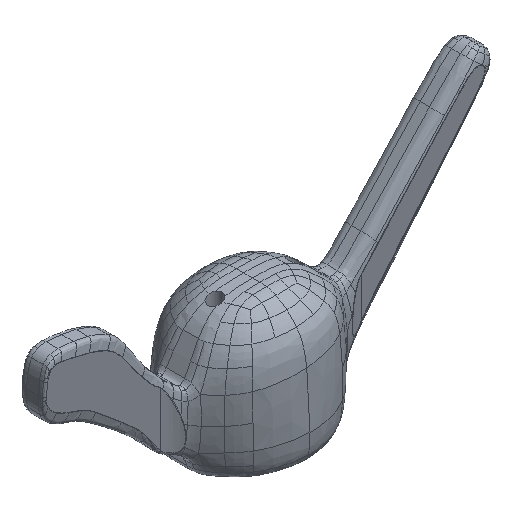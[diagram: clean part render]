
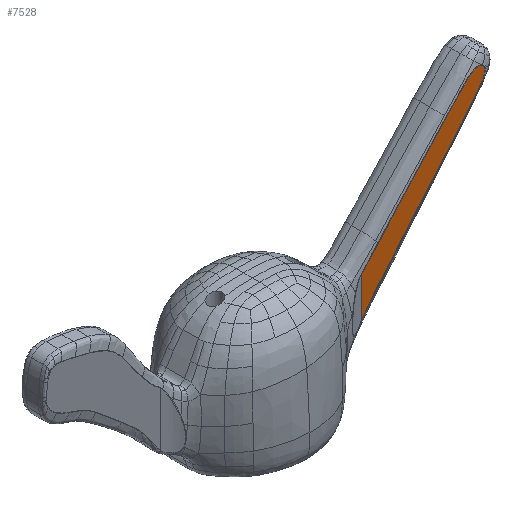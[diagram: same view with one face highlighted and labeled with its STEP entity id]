
A CAD part, isometric view. The second image highlights one B-rep face of the part: STEP entity #7528.
In plain terms, the highlighted planar face has unit normal (0, -1, 0).
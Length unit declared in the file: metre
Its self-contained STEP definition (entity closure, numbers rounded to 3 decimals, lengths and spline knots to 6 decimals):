
#124=LINE('',#19708,#128);
#128=VECTOR('',#7683,1.);
#132=PLANE('',#7651);
#2026=ORIENTED_EDGE('',*,*,#3543,.T.);
#2027=ORIENTED_EDGE('',*,*,#3544,.T.);
#2028=ORIENTED_EDGE('',*,*,#3545,.T.);
#2029=ORIENTED_EDGE('',*,*,#3546,.T.);
#2030=ORIENTED_EDGE('',*,*,#3547,.T.);
#2031=ORIENTED_EDGE('',*,*,#3548,.T.);
#2032=ORIENTED_EDGE('',*,*,#3549,.T.);
#2033=ORIENTED_EDGE('',*,*,#3550,.T.);
#3543=EDGE_CURVE('',#4302,#4303,#5396,.T.);
#3544=EDGE_CURVE('',#4303,#4304,#5397,.T.);
#3545=EDGE_CURVE('',#4304,#4305,#124,.T.);
#3546=EDGE_CURVE('',#4305,#4306,#5398,.T.);
#3547=EDGE_CURVE('',#4306,#4307,#5399,.T.);
#3548=EDGE_CURVE('',#4307,#4308,#5400,.T.);
#3549=EDGE_CURVE('',#4308,#4309,#5401,.T.);
#3550=EDGE_CURVE('',#4309,#4302,#5402,.T.);
#4302=VERTEX_POINT('',#19700);
#4303=VERTEX_POINT('',#19701);
#4304=VERTEX_POINT('',#19707);
#4305=VERTEX_POINT('',#19709);
#4306=VERTEX_POINT('',#19714);
#4307=VERTEX_POINT('',#19719);
#4308=VERTEX_POINT('',#19726);
#4309=VERTEX_POINT('',#19732);
#5396=B_SPLINE_CURVE_WITH_KNOTS('',3,(#19696,#19697,#19698,#19699),
 .UNSPECIFIED.,.F.,.F.,(4,4),(0.,0.026873),.UNSPECIFIED.);
#5397=B_SPLINE_CURVE_WITH_KNOTS('',3,(#19702,#19703,#19704,#19705,#19706),
 .UNSPECIFIED.,.F.,.F.,(4,1,4),(0.,0.00332,0.00664),
 .UNSPECIFIED.);
#5398=B_SPLINE_CURVE_WITH_KNOTS('',3,(#19710,#19711,#19712,#19713),
 .UNSPECIFIED.,.F.,.F.,(4,4),(0.,0.001067),.UNSPECIFIED.);
#5399=B_SPLINE_CURVE_WITH_KNOTS('',3,(#19715,#19716,#19717,#19718),
 .UNSPECIFIED.,.F.,.F.,(4,4),(0.,0.000762),.UNSPECIFIED.);
#5400=B_SPLINE_CURVE_WITH_KNOTS('',3,(#19720,#19721,#19722,#19723,#19724,
#19725),.UNSPECIFIED.,.F.,.F.,(4,1,1,4),(0.,0.00287,0.00574,
0.01148),.UNSPECIFIED.);
#5401=B_SPLINE_CURVE_WITH_KNOTS('',3,(#19727,#19728,#19729,#19730,#19731),
 .UNSPECIFIED.,.F.,.F.,(4,1,4),(0.,0.013989,0.027977),
 .UNSPECIFIED.);
#5402=B_SPLINE_CURVE_WITH_KNOTS('',3,(#19733,#19734,#19735,#19736,#19737,
#19738,#19739,#19740,#19741,#19742,#19743,#19744,#19745,#19746,#19747,#19748,
#19749,#19750,#19751,#19752,#19753),.UNSPECIFIED.,.F.,.F.,(4,1,1,1,1,1,
1,1,1,1,1,1,1,1,1,1,1,1,4),(0.,0.003172,0.004757,0.006343,
0.007929,0.009515,0.010308,0.011101,
0.011894,0.012687,0.01348,0.014272,
0.015065,0.015858,0.017444,0.01903,
0.020616,0.022202,0.025373),.UNSPECIFIED.);
#6003=EDGE_LOOP('',(#2026,#2027,#2028,#2029,#2030,#2031,#2032,#2033));
#6547=FACE_BOUND('',#6003,.T.);
#7528=ADVANCED_FACE('',(#6547),#132,.F.);
#7651=AXIS2_PLACEMENT_3D('',#19695,#7681,#7682);
#7681=DIRECTION('',(0.,1.,0.));
#7682=DIRECTION('',(-1.,0.,0.));
#7683=DIRECTION('',(0.,0.,-1.));
#19695=CARTESIAN_POINT('',(0.045678,-0.004189,0.147856));
#19696=CARTESIAN_POINT('',(0.046397,-0.004189,0.025097));
#19697=CARTESIAN_POINT('',(0.040348,-0.004189,0.01849));
#19698=CARTESIAN_POINT('',(0.034328,-0.004189,0.011857));
#19699=CARTESIAN_POINT('',(0.028355,-0.004189,0.005181));
#19700=CARTESIAN_POINT('',(0.046397,-0.004189,0.025097));
#19701=CARTESIAN_POINT('',(0.028355,-0.004189,0.005181));
#19702=CARTESIAN_POINT('',(0.028355,-0.004189,0.005181));
#19703=CARTESIAN_POINT('',(0.027617,-0.004189,0.004356));
#19704=CARTESIAN_POINT('',(0.026142,-0.004189,0.002707));
#19705=CARTESIAN_POINT('',(0.024672,-0.004189,0.001052));
#19706=CARTESIAN_POINT('',(0.023885,-0.004189,0.000273));
#19707=CARTESIAN_POINT('',(0.023885,-0.004189,0.000273));
#19708=CARTESIAN_POINT('',(0.023885,-0.004189,0.147856));
#19709=CARTESIAN_POINT('',(0.023885,-0.004189,-0.01032));
#19710=CARTESIAN_POINT('',(0.023885,-0.004189,-0.01032));
#19711=CARTESIAN_POINT('',(0.024076,-0.004189,-0.010021));
#19712=CARTESIAN_POINT('',(0.024268,-0.004189,-0.009721));
#19713=CARTESIAN_POINT('',(0.024461,-0.004189,-0.009423));
#19714=CARTESIAN_POINT('',(0.024461,-0.004189,-0.009423));
#19715=CARTESIAN_POINT('',(0.024461,-0.004189,-0.009423));
#19716=CARTESIAN_POINT('',(0.024598,-0.004189,-0.009209));
#19717=CARTESIAN_POINT('',(0.024737,-0.004189,-0.008996));
#19718=CARTESIAN_POINT('',(0.024876,-0.004189,-0.008783));
#19719=CARTESIAN_POINT('',(0.024876,-0.004189,-0.008783));
#19720=CARTESIAN_POINT('',(0.024876,-0.004189,-0.008783));
#19721=CARTESIAN_POINT('',(0.0254,-0.004189,-0.007983));
#19722=CARTESIAN_POINT('',(0.026507,-0.004189,-0.006421));
#19723=CARTESIAN_POINT('',(0.028984,-0.004189,-0.003504));
#19724=CARTESIAN_POINT('',(0.030868,-0.004189,-0.001341));
#19725=CARTESIAN_POINT('',(0.032114,-0.004189,0.00011));
#19726=CARTESIAN_POINT('',(0.032114,-0.004189,0.00011));
#19727=CARTESIAN_POINT('',(0.032114,-0.004189,0.00011));
#19728=CARTESIAN_POINT('',(0.035152,-0.004189,0.003648));
#19729=CARTESIAN_POINT('',(0.041178,-0.004189,0.010765));
#19730=CARTESIAN_POINT('',(0.047182,-0.004189,0.017901));
#19731=CARTESIAN_POINT('',(0.050166,-0.004189,0.021484));
#19732=CARTESIAN_POINT('',(0.050166,-0.004189,0.021484));
#19733=CARTESIAN_POINT('',(0.050166,-0.004189,0.021484));
#19734=CARTESIAN_POINT('',(0.050843,-0.004189,0.022297));
#19735=CARTESIAN_POINT('',(0.051857,-0.004189,0.023516));
#19736=CARTESIAN_POINT('',(0.053191,-0.004189,0.025156));
#19737=CARTESIAN_POINT('',(0.054175,-0.004189,0.026401));
#19738=CARTESIAN_POINT('',(0.055121,-0.004189,0.02767));
#19739=CARTESIAN_POINT('',(0.05585,-0.004189,0.028781));
#19740=CARTESIAN_POINT('',(0.056301,-0.004189,0.029731));
#19741=CARTESIAN_POINT('',(0.056507,-0.004189,0.03051));
#19742=CARTESIAN_POINT('',(0.056421,-0.004189,0.031323));
#19743=CARTESIAN_POINT('',(0.055964,-0.004189,0.03201));
#19744=CARTESIAN_POINT('',(0.055254,-0.004189,0.032421));
#19745=CARTESIAN_POINT('',(0.054436,-0.004189,0.032459));
#19746=CARTESIAN_POINT('',(0.053676,-0.004189,0.03218));
#19747=CARTESIAN_POINT('',(0.052777,-0.004189,0.031615));
#19748=CARTESIAN_POINT('',(0.051794,-0.004189,0.030767));
#19749=CARTESIAN_POINT('',(0.050675,-0.004189,0.029675));
#19750=CARTESIAN_POINT('',(0.049589,-0.004189,0.028547));
#19751=CARTESIAN_POINT('',(0.048161,-0.004189,0.027022));
#19752=CARTESIAN_POINT('',(0.047102,-0.004189,0.025867));
#19753=CARTESIAN_POINT('',(0.046397,-0.004189,0.025097));
